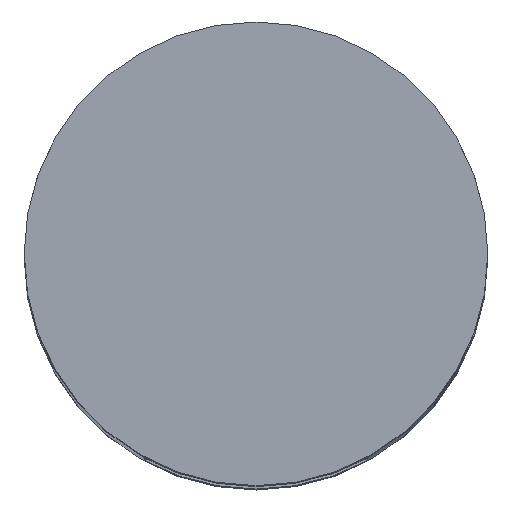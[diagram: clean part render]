
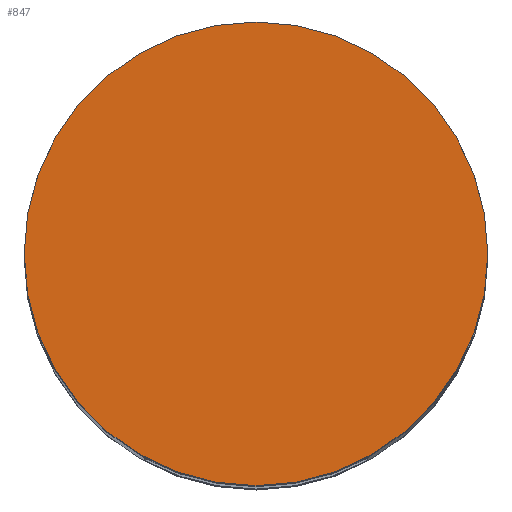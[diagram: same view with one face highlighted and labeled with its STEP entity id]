
A CAD part, top view. The second image highlights one B-rep face of the part: STEP entity #847.
In plain terms, the highlighted planar face has unit normal (0, 0, 1).
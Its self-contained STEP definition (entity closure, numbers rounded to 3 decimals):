
#4 = DIRECTION ( 'NONE',  ( 0., 0., -1. ) ) ;
#28 = CIRCLE ( 'NONE', #48, 3. ) ;
#39 = DIRECTION ( 'NONE',  ( -1., 0., 0. ) ) ;
#44 = CARTESIAN_POINT ( 'NONE',  ( 0., 0., 16. ) ) ;
#48 = AXIS2_PLACEMENT_3D ( 'NONE', #44, #762, #39 ) ;
#88 = PLANE ( 'NONE',  #740 ) ;
#143 = CARTESIAN_POINT ( 'NONE',  ( 0., 0., 16. ) ) ;
#175 = DIRECTION ( 'NONE',  ( -1., 0., 0. ) ) ;
#186 = VERTEX_POINT ( 'NONE', #325 ) ;
#306 = DIRECTION ( 'NONE',  ( 0., 0., -1. ) ) ;
#325 = CARTESIAN_POINT ( 'NONE',  ( 3., 0., 16. ) ) ;
#362 = CARTESIAN_POINT ( 'NONE',  ( -3., 0., 16. ) ) ;
#513 = EDGE_CURVE ( 'NONE', #790, #186, #28, .T. ) ;
#577 = CIRCLE ( 'NONE', #942, 3. ) ;
#602 = EDGE_LOOP ( 'NONE', ( #874, #645 ) ) ;
#645 = ORIENTED_EDGE ( 'NONE', *, *, #940, .F. ) ;
#682 = CARTESIAN_POINT ( 'NONE',  ( 0., 0., 16. ) ) ;
#740 = AXIS2_PLACEMENT_3D ( 'NONE', #143, #4, #798 ) ;
#762 = DIRECTION ( 'NONE',  ( 0., 0., -1. ) ) ;
#790 = VERTEX_POINT ( 'NONE', #362 ) ;
#798 = DIRECTION ( 'NONE',  ( -1., 0., 0. ) ) ;
#847 = ADVANCED_FACE ( 'NONE', ( #938 ), #88, .F. ) ;
#874 = ORIENTED_EDGE ( 'NONE', *, *, #513, .F. ) ;
#938 = FACE_OUTER_BOUND ( 'NONE', #602, .T. ) ;
#940 = EDGE_CURVE ( 'NONE', #186, #790, #577, .T. ) ;
#942 = AXIS2_PLACEMENT_3D ( 'NONE', #682, #306, #175 ) ;
